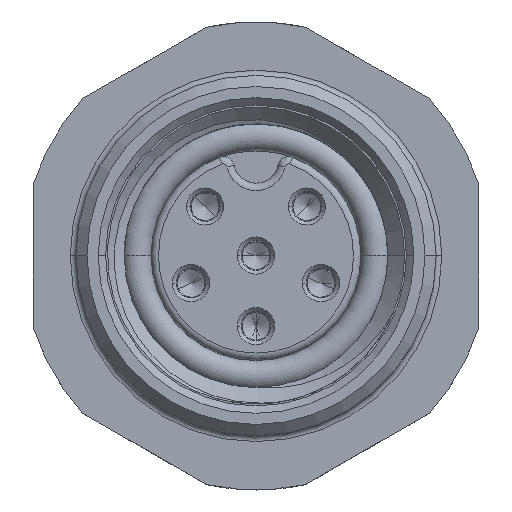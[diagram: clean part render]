
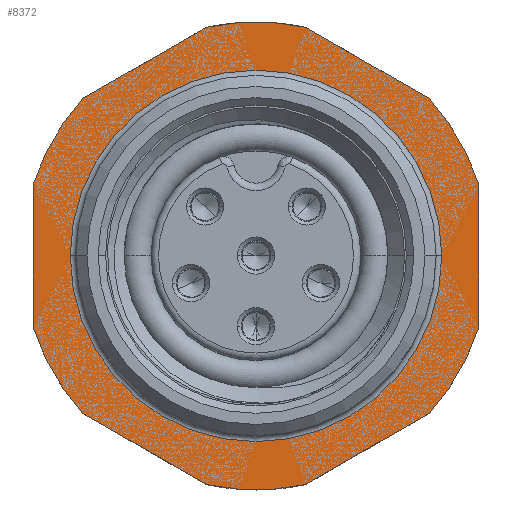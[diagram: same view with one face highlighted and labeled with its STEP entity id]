
A CAD part, top view. The second image highlights one B-rep face of the part: STEP entity #8372.
In plain terms, the highlighted planar face has unit normal (0, 0, 1).
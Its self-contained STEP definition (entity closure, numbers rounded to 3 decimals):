
#4686=CARTESIAN_POINT('',(0.,0.,-0.3));
#4687=DIRECTION('',(0.,0.,1.));
#4688=DIRECTION('',(0.212,0.977,0.));
#4689=AXIS2_PLACEMENT_3D('',#4686,#4687,#4688);
#4691=DIRECTION('',(-0.866,0.5,0.));
#4692=VECTOR('',#4691,3.842);
#4693=CARTESIAN_POINT('',(4.664,4.236,-0.3));
#4694=LINE('',#4693,#4692);
#4695=CARTESIAN_POINT('',(0.,0.,-0.3));
#4696=DIRECTION('',(0.,0.,1.));
#4697=DIRECTION('',(0.952,0.305,0.));
#4698=AXIS2_PLACEMENT_3D('',#4695,#4696,#4697);
#4700=DIRECTION('',(0.,1.,0.));
#4701=VECTOR('',#4700,3.842);
#4702=CARTESIAN_POINT('',(6.,-1.921,-0.3));
#4703=LINE('',#4702,#4701);
#4704=CARTESIAN_POINT('',(0.,0.,-0.3));
#4705=DIRECTION('',(0.,0.,1.));
#4706=DIRECTION('',(0.74,-0.672,0.));
#4707=AXIS2_PLACEMENT_3D('',#4704,#4705,#4706);
#4709=DIRECTION('',(0.866,0.5,0.));
#4710=VECTOR('',#4709,3.842);
#4711=CARTESIAN_POINT('',(1.336,-6.157,-0.3));
#4712=LINE('',#4711,#4710);
#4713=CARTESIAN_POINT('',(0.,0.,-0.3));
#4714=DIRECTION('',(0.,0.,1.));
#4715=DIRECTION('',(-0.212,-0.977,0.));
#4716=AXIS2_PLACEMENT_3D('',#4713,#4714,#4715);
#4718=DIRECTION('',(0.866,-0.5,0.));
#4719=VECTOR('',#4718,3.842);
#4720=CARTESIAN_POINT('',(-4.664,-4.236,-0.3));
#4721=LINE('',#4720,#4719);
#4722=CARTESIAN_POINT('',(0.,0.,-0.3));
#4723=DIRECTION('',(0.,0.,1.));
#4724=DIRECTION('',(-0.952,-0.305,0.));
#4725=AXIS2_PLACEMENT_3D('',#4722,#4723,#4724);
#4727=DIRECTION('',(0.,-1.,0.));
#4728=VECTOR('',#4727,3.842);
#4729=CARTESIAN_POINT('',(-6.,1.921,-0.3));
#4730=LINE('',#4729,#4728);
#4731=CARTESIAN_POINT('',(0.,0.,-0.3));
#4732=DIRECTION('',(0.,0.,1.));
#4733=DIRECTION('',(-0.74,0.672,0.));
#4734=AXIS2_PLACEMENT_3D('',#4731,#4732,#4733);
#4736=DIRECTION('',(-0.866,-0.5,0.));
#4737=VECTOR('',#4736,3.842);
#4738=CARTESIAN_POINT('',(-1.336,6.157,-0.3));
#4739=LINE('',#4738,#4737);
#4740=CARTESIAN_POINT('',(0.,0.,-0.3));
#4741=DIRECTION('',(0.,0.,1.));
#4742=DIRECTION('',(-1.,0.,0.));
#4743=AXIS2_PLACEMENT_3D('',#4740,#4741,#4742);
#4745=CARTESIAN_POINT('',(0.,0.,-0.3));
#4746=DIRECTION('',(0.,0.,1.));
#4747=DIRECTION('',(1.,0.,0.));
#4748=AXIS2_PLACEMENT_3D('',#4745,#4746,#4747);
#7474=CARTESIAN_POINT('',(1.336,6.157,-0.3));
#7475=CARTESIAN_POINT('',(-1.336,6.157,-0.3));
#7476=VERTEX_POINT('',#7474);
#7477=VERTEX_POINT('',#7475);
#7478=CARTESIAN_POINT('',(-4.664,4.236,-0.3));
#7479=VERTEX_POINT('',#7478);
#7480=CARTESIAN_POINT('',(-6.,1.921,-0.3));
#7481=VERTEX_POINT('',#7480);
#7482=CARTESIAN_POINT('',(-6.,-1.921,-0.3));
#7483=VERTEX_POINT('',#7482);
#7484=CARTESIAN_POINT('',(-4.664,-4.236,-0.3));
#7485=VERTEX_POINT('',#7484);
#7486=CARTESIAN_POINT('',(-1.336,-6.157,-0.3));
#7487=VERTEX_POINT('',#7486);
#7488=CARTESIAN_POINT('',(1.336,-6.157,-0.3));
#7489=VERTEX_POINT('',#7488);
#7490=CARTESIAN_POINT('',(4.664,-4.236,-0.3));
#7491=VERTEX_POINT('',#7490);
#7492=CARTESIAN_POINT('',(6.,-1.921,-0.3));
#7493=VERTEX_POINT('',#7492);
#7494=CARTESIAN_POINT('',(6.,1.921,-0.3));
#7495=VERTEX_POINT('',#7494);
#7496=CARTESIAN_POINT('',(4.664,4.236,-0.3));
#7497=VERTEX_POINT('',#7496);
#7564=CARTESIAN_POINT('',(5.,0.,-0.3));
#7565=CARTESIAN_POINT('',(-5.,0.,-0.3));
#7566=VERTEX_POINT('',#7564);
#7567=VERTEX_POINT('',#7565);
#8335=CARTESIAN_POINT('',(0.,0.,-0.3));
#8336=DIRECTION('',(0.,0.,1.));
#8337=DIRECTION('',(1.,0.,0.));
#8338=AXIS2_PLACEMENT_3D('',#8335,#8336,#8337);
#8339=PLANE('',#8338);
#8341=ORIENTED_EDGE('',*,*,#8340,.F.);
#8343=ORIENTED_EDGE('',*,*,#8342,.F.);
#8345=ORIENTED_EDGE('',*,*,#8344,.F.);
#8347=ORIENTED_EDGE('',*,*,#8346,.F.);
#8349=ORIENTED_EDGE('',*,*,#8348,.F.);
#8351=ORIENTED_EDGE('',*,*,#8350,.F.);
#8353=ORIENTED_EDGE('',*,*,#8352,.F.);
#8355=ORIENTED_EDGE('',*,*,#8354,.F.);
#8357=ORIENTED_EDGE('',*,*,#8356,.F.);
#8359=ORIENTED_EDGE('',*,*,#8358,.F.);
#8361=ORIENTED_EDGE('',*,*,#8360,.F.);
#8363=ORIENTED_EDGE('',*,*,#8362,.F.);
#8364=EDGE_LOOP('',(#8341,#8343,#8345,#8347,#8349,#8351,#8353,#8355,#8357,#8359,
#8361,#8363));
#8365=FACE_OUTER_BOUND('',#8364,.F.);
#8367=ORIENTED_EDGE('',*,*,#8366,.T.);
#8369=ORIENTED_EDGE('',*,*,#8368,.T.);
#8370=EDGE_LOOP('',(#8367,#8369));
#8371=FACE_BOUND('',#8370,.F.);
#4690=CIRCLE('',#4689,6.3);
#4699=CIRCLE('',#4698,6.3);
#4708=CIRCLE('',#4707,6.3);
#4717=CIRCLE('',#4716,6.3);
#4726=CIRCLE('',#4725,6.3);
#4735=CIRCLE('',#4734,6.3);
#4744=CIRCLE('',#4743,5.);
#4749=CIRCLE('',#4748,5.);
#8340=EDGE_CURVE('',#7476,#7477,#4690,.T.);
#8342=EDGE_CURVE('',#7497,#7476,#4694,.T.);
#8344=EDGE_CURVE('',#7495,#7497,#4699,.T.);
#8346=EDGE_CURVE('',#7493,#7495,#4703,.T.);
#8348=EDGE_CURVE('',#7491,#7493,#4708,.T.);
#8350=EDGE_CURVE('',#7489,#7491,#4712,.T.);
#8352=EDGE_CURVE('',#7487,#7489,#4717,.T.);
#8354=EDGE_CURVE('',#7485,#7487,#4721,.T.);
#8356=EDGE_CURVE('',#7483,#7485,#4726,.T.);
#8358=EDGE_CURVE('',#7481,#7483,#4730,.T.);
#8360=EDGE_CURVE('',#7479,#7481,#4735,.T.);
#8362=EDGE_CURVE('',#7477,#7479,#4739,.T.);
#8366=EDGE_CURVE('',#7567,#7566,#4744,.T.);
#8368=EDGE_CURVE('',#7566,#7567,#4749,.T.);
#8372=ADVANCED_FACE('',(#8365,#8371),#8339,.T.);
